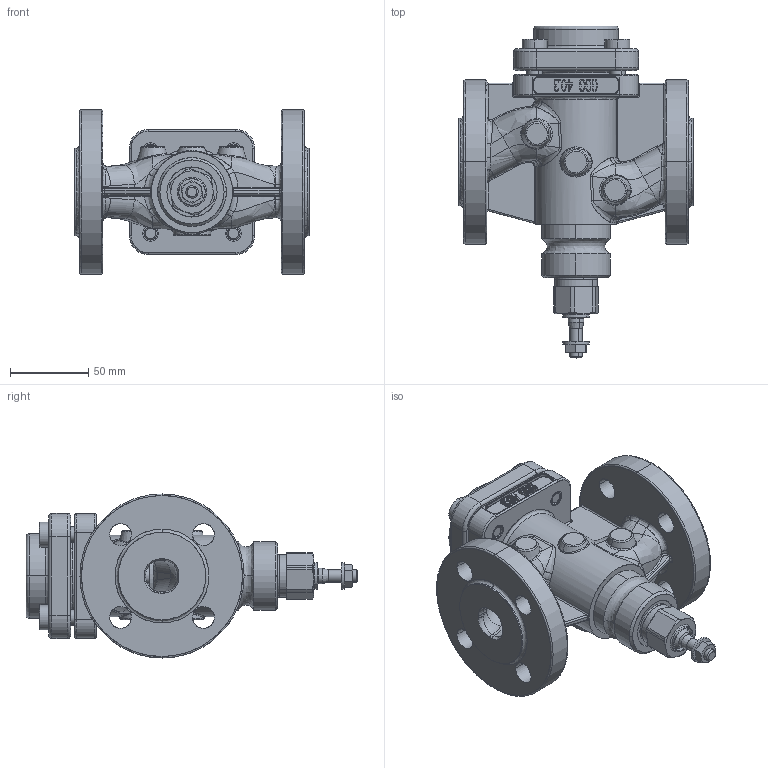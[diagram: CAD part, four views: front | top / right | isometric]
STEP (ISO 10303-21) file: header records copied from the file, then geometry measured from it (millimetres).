
FILE_DESCRIPTION(('CATIA V5 STEP Exchange'),'2;1');
FILE_NAME('VLC125 DN20.stp','2016-09-20T11:55:48+00:00',('none'),('none'),'CATIA Version 5-6 Release 2014 SP4 HF22','CATIA V5 STEP AP203','none');
FILE_SCHEMA(('CONFIG_CONTROL_DESIGN'));
Length unit declared in the file: millimetre
Products named in the file (3): 6217s17; 955-1021s3; 954-1367s1
Assembly tree (18 placements, depth 3):
  6217s17
    955-1021s3
      #65
      #83156
    954-1367s1
      #84311
      #87132  x2
      #87268  x2
      #87705
    #87897
    #88302
    #88471
    #89993  x4
    #90955
Bounding box: 150 x 212.37 x 105 mm (x, y, z)
Volume: 156438.1 mm3; surface area: 174971.2 mm2
Topology: 15 solids, 1073 shells, 1467 faces, 6343 edges, 5990 vertices
Faces by surface type: plane 631, cylinder 305, bspline 285, revolution 91, torus 78, cone 77
Entity records: 91413 total; most frequent: CARTESIAN_POINT 46891, ORIENTED_EDGE 6750, DIRECTION 6442, EDGE_CURVE 6074, VERTEX_POINT 5816, VECTOR 3467, LINE 3467, AXIS2_PLACEMENT_3D 1938
